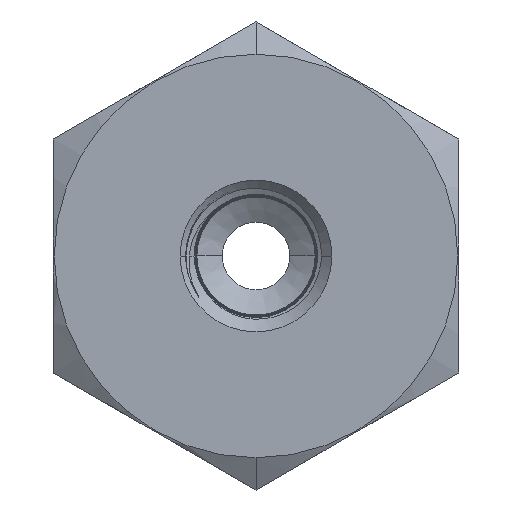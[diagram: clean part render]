
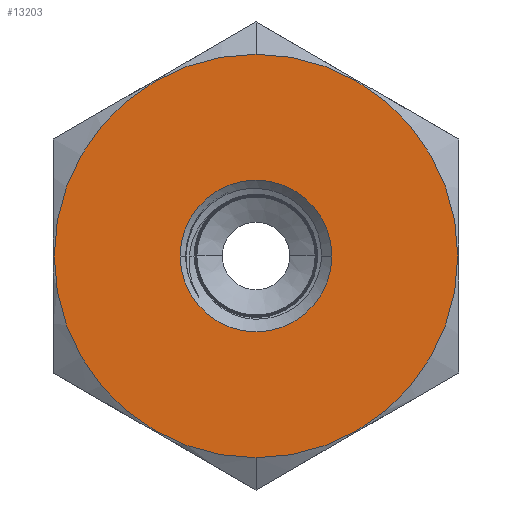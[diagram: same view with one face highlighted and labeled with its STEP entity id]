
A CAD part, front view. The second image highlights one B-rep face of the part: STEP entity #13203.
In plain terms, the highlighted planar face has unit normal (0, -1, 0).
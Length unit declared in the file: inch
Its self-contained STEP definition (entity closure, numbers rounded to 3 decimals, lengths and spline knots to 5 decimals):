
#214 = CARTESIAN_POINT ( 'NONE',  ( -0.2105, 0., 0. ) ) ;
#442 = CIRCLE ( 'NONE', #7157, 0.2105 ) ;
#900 = FACE_OUTER_BOUND ( 'NONE', #6895, .T. ) ;
#972 = EDGE_CURVE ( 'NONE', #11283, #5002, #442, .T. ) ;
#1103 = VERTEX_POINT ( 'NONE', #3968 ) ;
#2739 = CARTESIAN_POINT ( 'NONE',  ( 0., 0., 0. ) ) ;
#3725 = DIRECTION ( 'NONE',  ( 0., 0., -1. ) ) ;
#3743 = DIRECTION ( 'NONE',  ( 0., 0., 1. ) ) ;
#3968 = CARTESIAN_POINT ( 'NONE',  ( 0., 0., 0.56 ) ) ;
#4512 = AXIS2_PLACEMENT_3D ( 'NONE', #2739, #7954, #3743 ) ;
#4828 = DIRECTION ( 'NONE',  ( 1., 0., 0. ) ) ;
#4974 = FACE_BOUND ( 'NONE', #9105, .T. ) ;
#5002 = VERTEX_POINT ( 'NONE', #214 ) ;
#5749 = DIRECTION ( 'NONE',  ( 0., 0., -1. ) ) ;
#6142 = AXIS2_PLACEMENT_3D ( 'NONE', #11106, #12153, #3725 ) ;
#6881 = DIRECTION ( 'NONE',  ( 0., -1., 0. ) ) ;
#6895 = EDGE_LOOP ( 'NONE', ( #12778, #9078 ) ) ;
#6956 = CARTESIAN_POINT ( 'NONE',  ( 0., 0., -0.56 ) ) ;
#7157 = AXIS2_PLACEMENT_3D ( 'NONE', #10059, #6881, #4828 ) ;
#7725 = AXIS2_PLACEMENT_3D ( 'NONE', #9846, #10028, #5749 ) ;
#7954 = DIRECTION ( 'NONE',  ( 0., 1., 0. ) ) ;
#8399 = DIRECTION ( 'NONE',  ( 0., -1., 0. ) ) ;
#8683 = CARTESIAN_POINT ( 'NONE',  ( 0.2105, 0., 0. ) ) ;
#9034 = ORIENTED_EDGE ( 'NONE', *, *, #12350, .F. ) ;
#9078 = ORIENTED_EDGE ( 'NONE', *, *, #12643, .T. ) ;
#9105 = EDGE_LOOP ( 'NONE', ( #9709, #9034 ) ) ;
#9709 = ORIENTED_EDGE ( 'NONE', *, *, #972, .F. ) ;
#9846 = CARTESIAN_POINT ( 'NONE',  ( 0., 0., 0. ) ) ;
#9855 = CIRCLE ( 'NONE', #7725, 0.56 ) ;
#10028 = DIRECTION ( 'NONE',  ( 0., -1., 0. ) ) ;
#10059 = CARTESIAN_POINT ( 'NONE',  ( 0., 0., 0. ) ) ;
#10116 = PLANE ( 'NONE',  #4512 ) ;
#10487 = AXIS2_PLACEMENT_3D ( 'NONE', #12567, #8399, #12523 ) ;
#11106 = CARTESIAN_POINT ( 'NONE',  ( 0., 0., 0. ) ) ;
#11283 = VERTEX_POINT ( 'NONE', #8683 ) ;
#11883 = EDGE_CURVE ( 'NONE', #1103, #12849, #12315, .T. ) ;
#12153 = DIRECTION ( 'NONE',  ( 0., -1., 0. ) ) ;
#12315 = CIRCLE ( 'NONE', #6142, 0.56 ) ;
#12350 = EDGE_CURVE ( 'NONE', #5002, #11283, #12958, .T. ) ;
#12523 = DIRECTION ( 'NONE',  ( 1., 0., 0. ) ) ;
#12567 = CARTESIAN_POINT ( 'NONE',  ( 0., 0., 0. ) ) ;
#12643 = EDGE_CURVE ( 'NONE', #12849, #1103, #9855, .T. ) ;
#12778 = ORIENTED_EDGE ( 'NONE', *, *, #11883, .T. ) ;
#12849 = VERTEX_POINT ( 'NONE', #6956 ) ;
#12958 = CIRCLE ( 'NONE', #10487, 0.2105 ) ;
#13203 = ADVANCED_FACE ( 'NONE', ( #900, #4974 ), #10116, .F. ) ;
